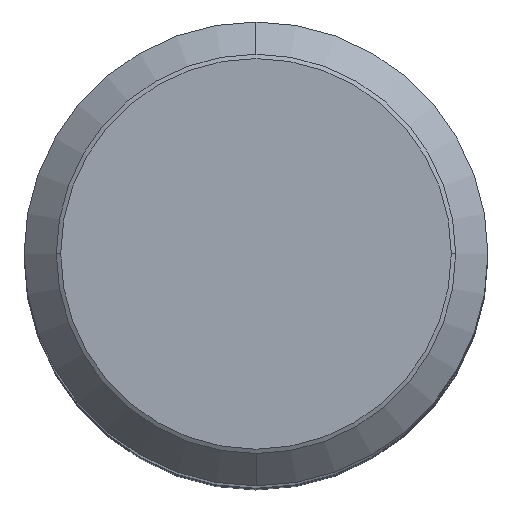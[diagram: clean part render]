
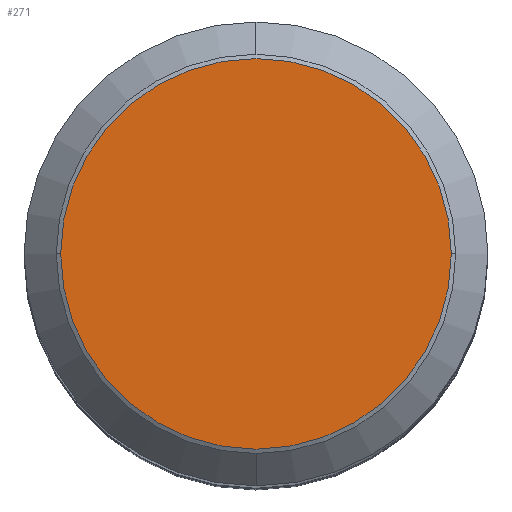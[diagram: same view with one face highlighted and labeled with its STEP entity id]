
A CAD part, top view. The second image highlights one B-rep face of the part: STEP entity #271.
In plain terms, the highlighted planar face has unit normal (0, 0, 1).
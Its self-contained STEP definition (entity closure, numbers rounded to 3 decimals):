
#173=EDGE_CURVE('',#189,#223,#375,.T.);
#175=EDGE_CURVE('',#223,#189,#377,.T.);
#189=VERTEX_POINT('',#391);
#223=VERTEX_POINT('',#428);
#271=ADVANCED_FACE('',(#479),#480,.T.);
#375=CIRCLE('',#593,5.053);
#377=CIRCLE('',#596,5.053);
#391=CARTESIAN_POINT('',(5.053,0.,48.9));
#428=CARTESIAN_POINT('',(-5.053,0.,48.9));
#479=FACE_OUTER_BOUND('',#732,.T.);
#480=PLANE('',#733);
#593=AXIS2_PLACEMENT_3D('',#888,#889,#890);
#596=AXIS2_PLACEMENT_3D('',#891,#892,#893);
#732=EDGE_LOOP('',(#992,#993));
#733=AXIS2_PLACEMENT_3D('',#994,#995,#996);
#888=CARTESIAN_POINT('',(0.,0.0,48.9));
#889=DIRECTION('',(0.0,0.0,1.0));
#890=DIRECTION('',(-1.0,0.,0.0));
#891=CARTESIAN_POINT('',(0.,0.0,48.9));
#892=DIRECTION('',(0.0,0.0,1.0));
#893=DIRECTION('',(-1.0,0.,0.0));
#992=ORIENTED_EDGE('',*,*,#175,.T.);
#993=ORIENTED_EDGE('',*,*,#173,.T.);
#994=CARTESIAN_POINT('',(0.,-2.55,48.9));
#995=DIRECTION('',(0.0,0.0,1.0));
#996=DIRECTION('',(0.,-1.0,0.0));
